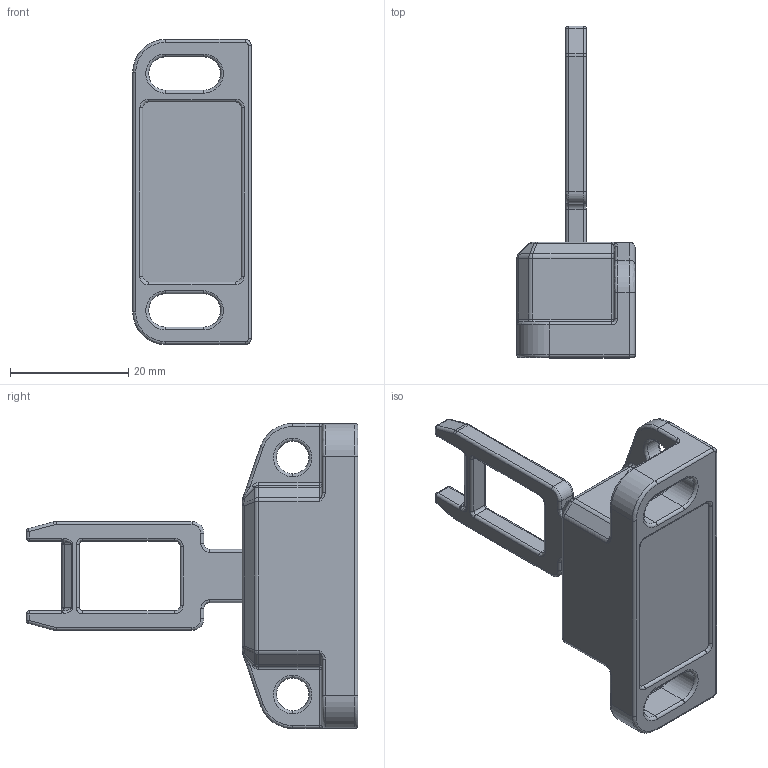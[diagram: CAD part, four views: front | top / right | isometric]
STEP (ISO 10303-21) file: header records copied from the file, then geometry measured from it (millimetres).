
FILE_DESCRIPTION (( 'STEP AP214' ), '1' );
FILE_NAME ('140111.step', '2017-09-27T14:35:13', ( '' ), ( '' ), 'SwSTEP 2.0', 'SolidWorks 2017', '' );
FILE_SCHEMA (( 'AUTOMOTIVE_DESIGN' ));
Length unit declared in the file: inch
Products named in the file (1): 140111
Bounding box: 20 x 56 x 51.5 mm (x, y, z)
Volume: 14527.6 mm3; surface area: 5852.2 mm2
Topology: 1 solids, 1 shells, 289 faces, 664 edges, 368 vertices
Faces by surface type: cylinder 135, bspline 102, plane 52
Entity records: 9580 total; most frequent: CARTESIAN_POINT 3610, ORIENTED_EDGE 1304, DIRECTION 1190, EDGE_CURVE 652, AXIS2_PLACEMENT_3D 460, VERTEX_POINT 368, EDGE_LOOP 302, FACE_OUTER_BOUND 289
